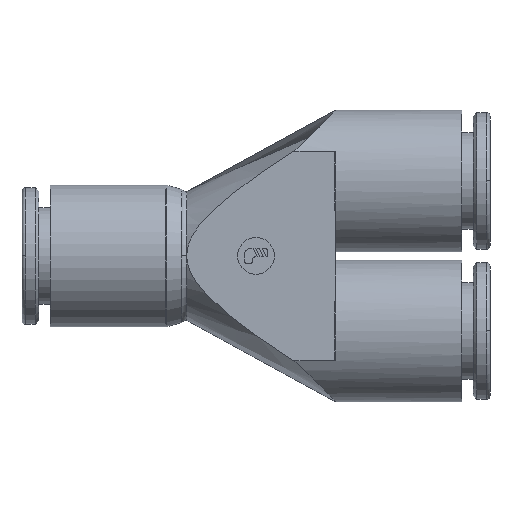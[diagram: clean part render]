
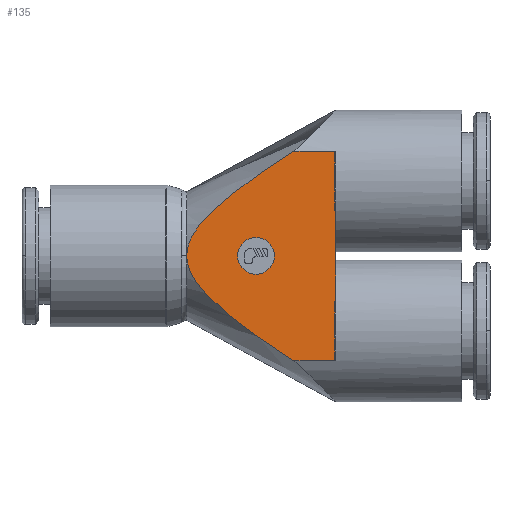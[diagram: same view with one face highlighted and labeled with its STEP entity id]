
A CAD part, top view. The second image highlights one B-rep face of the part: STEP entity #135.
In plain terms, the highlighted planar face has unit normal (0, 0, 1).
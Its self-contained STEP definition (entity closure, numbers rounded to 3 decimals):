
#135=ADVANCED_FACE('',(#345,#346),#347,.T.);
#345=FACE_BOUND('',#580,.T.);
#346=FACE_OUTER_BOUND('',#581,.T.);
#347=PLANE('',#582);
#580=EDGE_LOOP('',(#1323,#1324));
#581=EDGE_LOOP('',(#1325,#1326,#1327,#1328,#1329,#1330,#1331,#1332,#1333,#1334,#1335,#1336,#1337,#1338,#1339));
#582=AXIS2_PLACEMENT_3D('',#1340,#1341,#1342);
#1323=ORIENTED_EDGE('',*,*,#1681,.T.);
#1324=ORIENTED_EDGE('',*,*,#1739,.T.);
#1325=ORIENTED_EDGE('',*,*,#1779,.T.);
#1326=ORIENTED_EDGE('',*,*,#1775,.T.);
#1327=ORIENTED_EDGE('',*,*,#1782,.F.);
#1328=ORIENTED_EDGE('',*,*,#1777,.T.);
#1329=ORIENTED_EDGE('',*,*,#1598,.T.);
#1330=ORIENTED_EDGE('',*,*,#1783,.F.);
#1331=ORIENTED_EDGE('',*,*,#1784,.F.);
#1332=ORIENTED_EDGE('',*,*,#1785,.F.);
#1333=ORIENTED_EDGE('',*,*,#1786,.F.);
#1334=ORIENTED_EDGE('',*,*,#1787,.T.);
#1335=ORIENTED_EDGE('',*,*,#1788,.T.);
#1336=ORIENTED_EDGE('',*,*,#1789,.F.);
#1337=ORIENTED_EDGE('',*,*,#1790,.T.);
#1338=ORIENTED_EDGE('',*,*,#1580,.T.);
#1339=ORIENTED_EDGE('',*,*,#1791,.F.);
#1340=CARTESIAN_POINT('',(22.3,0.,6.125));
#1341=DIRECTION('',(0.0,0.0,1.0));
#1342=DIRECTION('',(0.,-1.0,0.0));
#1580=EDGE_CURVE('',#1912,#1910,#1913,.T.);
#1598=EDGE_CURVE('',#1943,#1941,#1944,.T.);
#1681=EDGE_CURVE('',#2093,#2097,#2099,.T.);
#1739=EDGE_CURVE('',#2097,#2093,#2195,.T.);
#1775=EDGE_CURVE('',#2236,#2234,#2237,.T.);
#1777=EDGE_CURVE('',#2239,#1943,#2240,.T.);
#1779=EDGE_CURVE('',#2242,#2236,#2243,.T.);
#1782=EDGE_CURVE('',#2239,#2234,#2246,.T.);
#1783=EDGE_CURVE('',#2247,#1941,#2248,.T.);
#1784=EDGE_CURVE('',#1843,#2247,#2249,.T.);
#1785=EDGE_CURVE('',#2250,#1843,#2251,.T.);
#1786=EDGE_CURVE('',#2252,#2250,#2253,.T.);
#1787=EDGE_CURVE('',#2252,#2254,#2255,.T.);
#1788=EDGE_CURVE('',#2254,#2256,#2257,.T.);
#1789=EDGE_CURVE('',#2258,#2256,#2259,.T.);
#1790=EDGE_CURVE('',#2258,#1912,#2260,.T.);
#1791=EDGE_CURVE('',#2242,#1910,#2261,.T.);
#1843=VERTEX_POINT('',#2318);
#1910=VERTEX_POINT('',#2498);
#1912=VERTEX_POINT('',#2500);
#1913=B_SPLINE_CURVE_WITH_KNOTS('',3,(#2501,#2502,#2503,#2504,#2505,#2506,#2507,#2508),.UNSPECIFIED.,.F.,.F.,(4,2,2,4),(2.653,2.768,2.859,2.95),.UNSPECIFIED.);
#1941=VERTEX_POINT('',#2591);
#1943=VERTEX_POINT('',#2593);
#1944=B_SPLINE_CURVE_WITH_KNOTS('',3,(#2594,#2595,#2596,#2597,#2598,#2599,#2600,#2601),.UNSPECIFIED.,.F.,.F.,(4,2,2,4),(2.653,2.768,2.859,2.95),.UNSPECIFIED.);
#2093=VERTEX_POINT('',#2802);
#2097=VERTEX_POINT('',#2807);
#2099=CIRCLE('',#2810,1.75);
#2195=CIRCLE('',#2951,1.75);
#2234=VERTEX_POINT('',#3019);
#2236=VERTEX_POINT('',#3021);
#2237=(B_SPLINE_CURVE(2,(#3023,#3024,#3025),.UNSPECIFIED.,.F.,.F.)B_SPLINE_CURVE_WITH_KNOTS((3,3),(0.0,0.744),.UNSPECIFIED.)RATIONAL_B_SPLINE_CURVE((1.0,1.002,1.0))BOUNDED_CURVE()REPRESENTATION_ITEM('')GEOMETRIC_REPRESENTATION_ITEM()CURVE());
#2239=VERTEX_POINT('',#3033);
#2240=(B_SPLINE_CURVE(2,(#3035,#3036,#3037),.UNSPECIFIED.,.F.,.F.)B_SPLINE_CURVE_WITH_KNOTS((3,3),(0.0,0.744),.UNSPECIFIED.)RATIONAL_B_SPLINE_CURVE((1.0,1.002,1.0))BOUNDED_CURVE()REPRESENTATION_ITEM('')GEOMETRIC_REPRESENTATION_ITEM()CURVE());
#2242=VERTEX_POINT('',#3045);
#2243=B_SPLINE_CURVE_WITH_KNOTS('',3,(#3046,#3047,#3048,#3049,#3050,#3051,#3052,#3053),.UNSPECIFIED.,.F.,.F.,(4,2,2,4),(8.485,8.576,8.667,8.781),.UNSPECIFIED.);
#2246=LINE('',#3056,#3057);
#2247=VERTEX_POINT('',#3058);
#2248=LINE('',#3059,#3060);
#2249=(B_SPLINE_CURVE(2,(#3062,#3063,#3064,#3065,#3066),.UNSPECIFIED.,.F.,.F.)B_SPLINE_CURVE_WITH_KNOTS((3,2,3),(0.0,19.228,38.456),.UNSPECIFIED.)RATIONAL_B_SPLINE_CURVE((1.0,1.279,1.0,1.279,1.0))BOUNDED_CURVE()REPRESENTATION_ITEM('')GEOMETRIC_REPRESENTATION_ITEM()CURVE());
#2250=VERTEX_POINT('',#3073);
#2251=(B_SPLINE_CURVE(2,(#3075,#3076,#3077,#3078,#3079),.UNSPECIFIED.,.F.,.F.)B_SPLINE_CURVE_WITH_KNOTS((3,2,3),(0.0,19.228,38.456),.UNSPECIFIED.)RATIONAL_B_SPLINE_CURVE((1.0,1.279,1.0,1.279,1.0))BOUNDED_CURVE()REPRESENTATION_ITEM('')GEOMETRIC_REPRESENTATION_ITEM()CURVE());
#2252=VERTEX_POINT('',#3086);
#2253=LINE('',#3087,#3088);
#2254=VERTEX_POINT('',#3089);
#2255=B_SPLINE_CURVE_WITH_KNOTS('',3,(#3090,#3091,#3092,#3093,#3094,#3095,#3096,#3097),.UNSPECIFIED.,.F.,.F.,(4,2,2,4),(8.485,8.576,8.667,8.781),.UNSPECIFIED.);
#2256=VERTEX_POINT('',#3098);
#2257=(B_SPLINE_CURVE(2,(#3100,#3101,#3102),.UNSPECIFIED.,.F.,.F.)B_SPLINE_CURVE_WITH_KNOTS((3,3),(0.0,0.74),.UNSPECIFIED.)RATIONAL_B_SPLINE_CURVE((1.0,1.002,1.0))BOUNDED_CURVE()REPRESENTATION_ITEM('')GEOMETRIC_REPRESENTATION_ITEM()CURVE());
#2258=VERTEX_POINT('',#3109);
#2259=LINE('',#3110,#3111);
#2260=(B_SPLINE_CURVE(2,(#3113,#3114,#3115),.UNSPECIFIED.,.F.,.F.)B_SPLINE_CURVE_WITH_KNOTS((3,3),(0.0,0.74),.UNSPECIFIED.)RATIONAL_B_SPLINE_CURVE((1.0,1.002,1.0))BOUNDED_CURVE()REPRESENTATION_ITEM('')GEOMETRIC_REPRESENTATION_ITEM()CURVE());
#2261=LINE('',#3122,#3123);
#2318=CARTESIAN_POINT('',(15.7,0.,6.125));
#2498=CARTESIAN_POINT('',(29.9,-4.313,6.125));
#2500=CARTESIAN_POINT('',(29.802,-4.334,6.125));
#2501=CARTESIAN_POINT('',(29.704,-4.398,6.125));
#2502=CARTESIAN_POINT('',(29.733,-4.372,6.125));
#2503=CARTESIAN_POINT('',(29.771,-4.347,6.125));
#2504=CARTESIAN_POINT('',(29.834,-4.321,6.125));
#2505=CARTESIAN_POINT('',(29.87,-4.313,6.125));
#2506=CARTESIAN_POINT('',(29.93,-4.313,6.125));
#2507=CARTESIAN_POINT('',(29.966,-4.321,6.125));
#2508=CARTESIAN_POINT('',(29.994,-4.332,6.125));
#2591=CARTESIAN_POINT('',(29.9,9.987,6.125));
#2593=CARTESIAN_POINT('',(29.802,9.966,6.125));
#2594=CARTESIAN_POINT('',(29.704,9.902,6.125));
#2595=CARTESIAN_POINT('',(29.733,9.928,6.125));
#2596=CARTESIAN_POINT('',(29.771,9.953,6.125));
#2597=CARTESIAN_POINT('',(29.834,9.979,6.125));
#2598=CARTESIAN_POINT('',(29.87,9.987,6.125));
#2599=CARTESIAN_POINT('',(29.93,9.987,6.125));
#2600=CARTESIAN_POINT('',(29.966,9.979,6.125));
#2601=CARTESIAN_POINT('',(29.994,9.968,6.125));
#2802=CARTESIAN_POINT('',(24.05,0.0,6.125));
#2807=CARTESIAN_POINT('',(20.55,0.,6.125));
#2810=AXIS2_PLACEMENT_3D('',#3566,#3567,#3568);
#2951=AXIS2_PLACEMENT_3D('',#3650,#3651,#3652);
#3019=CARTESIAN_POINT('',(29.9,5.068,6.125));
#3021=CARTESIAN_POINT('',(29.802,4.334,6.125));
#3023=CARTESIAN_POINT('',(29.802,4.334,6.125));
#3024=CARTESIAN_POINT('',(29.859,4.71,6.125));
#3025=CARTESIAN_POINT('',(29.9,5.071,6.125));
#3033=CARTESIAN_POINT('',(29.9,9.232,6.125));
#3035=CARTESIAN_POINT('',(29.9,9.229,6.125));
#3036=CARTESIAN_POINT('',(29.859,9.59,6.125));
#3037=CARTESIAN_POINT('',(29.802,9.966,6.125));
#3045=CARTESIAN_POINT('',(29.9,4.313,6.125));
#3046=CARTESIAN_POINT('',(29.994,4.332,6.125));
#3047=CARTESIAN_POINT('',(29.966,4.321,6.125));
#3048=CARTESIAN_POINT('',(29.93,4.313,6.125));
#3049=CARTESIAN_POINT('',(29.87,4.313,6.125));
#3050=CARTESIAN_POINT('',(29.834,4.321,6.125));
#3051=CARTESIAN_POINT('',(29.771,4.347,6.125));
#3052=CARTESIAN_POINT('',(29.733,4.372,6.125));
#3053=CARTESIAN_POINT('',(29.704,4.398,6.125));
#3056=CARTESIAN_POINT('',(29.9,-3.475,6.125));
#3057=VECTOR('',#3761,1.0);
#3058=CARTESIAN_POINT('',(25.91,9.987,6.125));
#3059=CARTESIAN_POINT('',(22.8,9.987,6.125));
#3060=VECTOR('',#3762,1.0);
#3062=CARTESIAN_POINT('',(29.9,-12.478,6.125));
#3063=CARTESIAN_POINT('',(15.7,-3.817,6.125));
#3064=CARTESIAN_POINT('',(15.7,0.,6.125));
#3065=CARTESIAN_POINT('',(15.7,3.817,6.125));
#3066=CARTESIAN_POINT('',(29.9,12.478,6.125));
#3073=CARTESIAN_POINT('',(25.91,-9.987,6.125));
#3075=CARTESIAN_POINT('',(29.9,-12.478,6.125));
#3076=CARTESIAN_POINT('',(15.7,-3.817,6.125));
#3077=CARTESIAN_POINT('',(15.7,0.,6.125));
#3078=CARTESIAN_POINT('',(15.7,3.817,6.125));
#3079=CARTESIAN_POINT('',(29.9,12.478,6.125));
#3086=CARTESIAN_POINT('',(29.9,-9.987,6.125));
#3087=CARTESIAN_POINT('',(22.8,-9.987,6.125));
#3088=VECTOR('',#3763,1.0);
#3089=CARTESIAN_POINT('',(29.802,-9.966,6.125));
#3090=CARTESIAN_POINT('',(29.994,-9.968,6.125));
#3091=CARTESIAN_POINT('',(29.966,-9.979,6.125));
#3092=CARTESIAN_POINT('',(29.93,-9.987,6.125));
#3093=CARTESIAN_POINT('',(29.87,-9.987,6.125));
#3094=CARTESIAN_POINT('',(29.834,-9.979,6.125));
#3095=CARTESIAN_POINT('',(29.771,-9.953,6.125));
#3096=CARTESIAN_POINT('',(29.733,-9.928,6.125));
#3097=CARTESIAN_POINT('',(29.704,-9.902,6.125));
#3098=CARTESIAN_POINT('',(29.9,-9.232,6.125));
#3100=CARTESIAN_POINT('',(29.802,-9.966,6.125));
#3101=CARTESIAN_POINT('',(29.858,-9.592,6.125));
#3102=CARTESIAN_POINT('',(29.9,-9.232,6.125));
#3109=CARTESIAN_POINT('',(29.9,-5.068,6.125));
#3110=CARTESIAN_POINT('',(29.9,-3.475,6.125));
#3111=VECTOR('',#3764,1.0);
#3113=CARTESIAN_POINT('',(29.9,-5.068,6.125));
#3114=CARTESIAN_POINT('',(29.858,-4.708,6.125));
#3115=CARTESIAN_POINT('',(29.802,-4.334,6.125));
#3122=CARTESIAN_POINT('',(29.9,-3.475,6.125));
#3123=VECTOR('',#3765,1.0);
#3566=CARTESIAN_POINT('',(22.3,0.0,6.125));
#3567=DIRECTION('',(0.0,0.0,-1.0));
#3568=DIRECTION('',(1.0,0.0,0.0));
#3650=CARTESIAN_POINT('',(22.3,0.0,6.125));
#3651=DIRECTION('',(0.0,0.0,-1.0));
#3652=DIRECTION('',(1.0,0.0,0.0));
#3761=DIRECTION('',(0.,-1.0,0.0));
#3762=DIRECTION('',(1.0,0.,0.0));
#3763=DIRECTION('',(-1.0,0.,-0.0));
#3764=DIRECTION('',(0.,-1.0,0.0));
#3765=DIRECTION('',(0.,-1.0,0.0));
